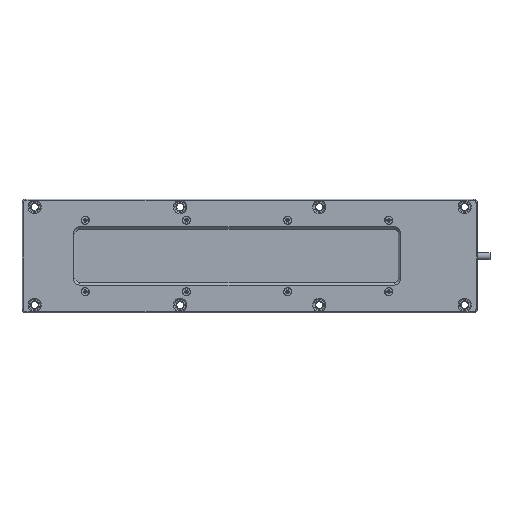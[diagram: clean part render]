
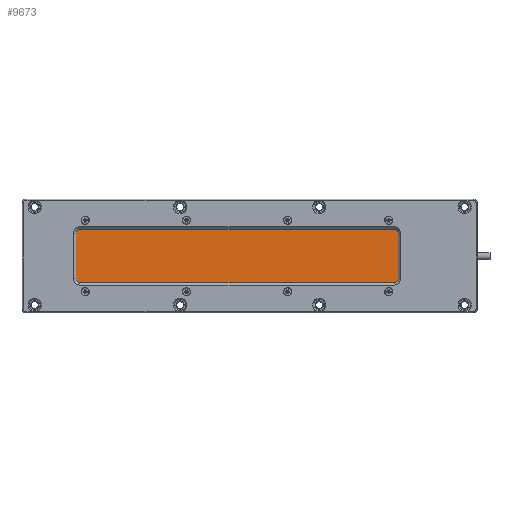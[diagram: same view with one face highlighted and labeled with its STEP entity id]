
A CAD part, top view. The second image highlights one B-rep face of the part: STEP entity #9673.
In plain terms, the highlighted planar face has unit normal (0, 0, 1).
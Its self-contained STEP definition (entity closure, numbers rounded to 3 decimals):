
#8976=CARTESIAN_POINT('',(310.0,31.5,0.));
#8977=VERTEX_POINT('',#8976);
#8986=CARTESIAN_POINT('',(30.0,31.5,0.));
#8987=VERTEX_POINT('',#8986);
#8995=CARTESIAN_POINT('',(30.0,31.5,0.));
#8996=DIRECTION('',(1.0,0.0,0.0));
#8997=VECTOR('',#8996,280.0);
#8998=LINE('',#8995,#8997);
#8999=EDGE_CURVE('',#8987,#8977,#8998,.T.);
#9643=CARTESIAN_POINT('',(16.0,-34.65,0.));
#9644=DIRECTION('',(0.0,0.0,1.0));
#9645=DIRECTION('',(1.0,0.0,0.0));
#9646=AXIS2_PLACEMENT_3D('',#9643,#9644,#9645);
#9647=PLANE('',#9646);
#9648=CARTESIAN_POINT('',(310.0,-31.5,0.));
#9649=VERTEX_POINT('',#9648);
#9650=CARTESIAN_POINT('',(310.0,31.5,0.));
#9651=DIRECTION('',(0.0,-1.0,0.0));
#9652=VECTOR('',#9651,63.);
#9653=LINE('',#9650,#9652);
#9654=EDGE_CURVE('',#8977,#9649,#9653,.T.);
#9655=ORIENTED_EDGE('',*,*,#9654,.F.);
#9656=ORIENTED_EDGE('',*,*,#8999,.F.);
#9657=CARTESIAN_POINT('',(30.0,-31.5,0.));
#9658=VERTEX_POINT('',#9657);
#9659=CARTESIAN_POINT('',(30.0,-31.5,0.));
#9660=DIRECTION('',(0.0,1.0,0.0));
#9661=VECTOR('',#9660,63.);
#9662=LINE('',#9659,#9661);
#9663=EDGE_CURVE('',#9658,#8987,#9662,.T.);
#9664=ORIENTED_EDGE('',*,*,#9663,.F.);
#9665=CARTESIAN_POINT('',(30.0,-31.5,0.));
#9666=DIRECTION('',(1.0,0.0,0.0));
#9667=VECTOR('',#9666,280.0);
#9668=LINE('',#9665,#9667);
#9669=EDGE_CURVE('',#9658,#9649,#9668,.T.);
#9670=ORIENTED_EDGE('',*,*,#9669,.T.);
#9671=EDGE_LOOP('',(#9655,#9656,#9664,#9670));
#9672=FACE_OUTER_BOUND('',#9671,.T.);
#9673=ADVANCED_FACE('',(#9672),#9647,.T.);
